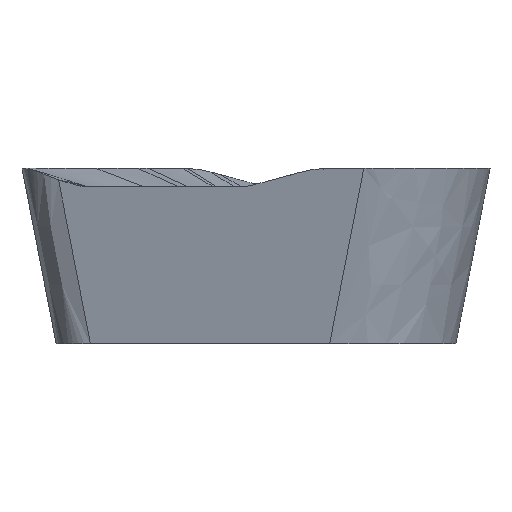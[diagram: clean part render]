
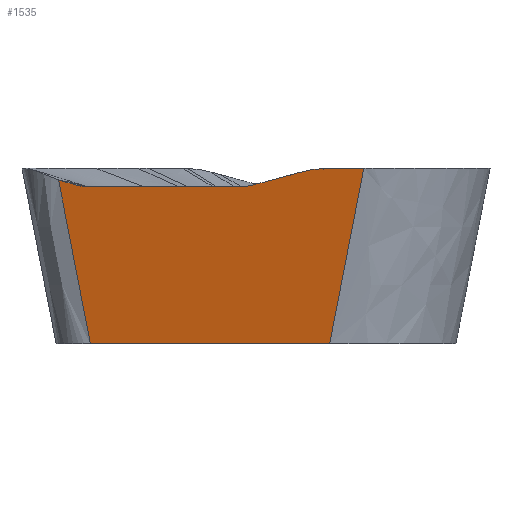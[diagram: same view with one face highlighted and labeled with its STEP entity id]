
A CAD part, left-side view. The second image highlights one B-rep face of the part: STEP entity #1535.
In plain terms, the highlighted planar face has unit normal (-0.979, 0.069, -0.191).
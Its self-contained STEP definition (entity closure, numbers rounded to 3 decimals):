
#356=DIRECTION('',(-0.07,-0.998,0.));
#357=VECTOR('',#356,4.107);
#358=CARTESIAN_POINT('',(-6.751,4.561,-0.5));
#359=LINE('',#358,#357);
#379=CARTESIAN_POINT('',(-6.976,4.577,0.659));
#380=DIRECTION('',(0.979,-0.068,0.191));
#381=DIRECTION('',(0.19,-0.013,-0.982));
#382=AXIS2_PLACEMENT_3D('',#379,#380,#381);
#387=DIRECTION('',(-0.07,-0.998,0.));
#388=VECTOR('',#387,6.51);
#389=CARTESIAN_POINT('',(-5.926,4.495,-4.76));
#390=LINE('',#389,#388);
#394=CARTESIAN_POINT('',(-5.926,4.495,-4.76));
#395=CARTESIAN_POINT('',(-6.194,4.783,-3.278));
#396=CARTESIAN_POINT('',(-6.463,5.071,-1.797));
#397=CARTESIAN_POINT('',(-6.731,5.359,
-0.315));
#402=CARTESIAN_POINT('',(-6.38,-1.999,-4.76));
#403=CARTESIAN_POINT('',(-6.71,-2.308,
-3.173));
#404=CARTESIAN_POINT('',(-7.041,-2.616,
-1.587));
#405=CARTESIAN_POINT('',(-7.372,-2.925,
0.));
#720=DIRECTION('',(0.07,0.998,0.));
#721=VECTOR('',#720,0.932);
#722=CARTESIAN_POINT('',(-7.372,-2.925,
0.));
#723=LINE('',#722,#721);
#734=CARTESIAN_POINT('',(-7.307,-1.995,
0.));
#735=CARTESIAN_POINT('',(-7.304,-1.949,
0.));
#736=CARTESIAN_POINT('',(-7.3,-1.904,
-0.001));
#737=CARTESIAN_POINT('',(-7.297,-1.858,
-0.003));
#749=CARTESIAN_POINT('',(-7.297,-1.858,
-0.003));
#750=CARTESIAN_POINT('',(-7.295,-1.839,
-0.004));
#751=CARTESIAN_POINT('',(-7.288,-1.754,
-0.009));
#752=CARTESIAN_POINT('',(-7.275,-1.605,
-0.024));
#753=CARTESIAN_POINT('',(-7.255,-1.412,
-0.056));
#754=CARTESIAN_POINT('',(-7.241,-1.285,
-0.085));
#755=CARTESIAN_POINT('',(-7.233,-1.222,
-0.102));
#767=DIRECTION('',(0.117,0.959,-0.258));
#768=VECTOR('',#767,0.269);
#769=CARTESIAN_POINT('',(-7.233,-1.222,
-0.102));
#770=LINE('',#769,#768);
#781=DIRECTION('',(0.117,0.959,-0.258));
#782=VECTOR('',#781,0.806);
#783=CARTESIAN_POINT('',(-7.201,-0.964,
-0.172));
#784=LINE('',#783,#782);
#795=DIRECTION('',(0.117,0.959,-0.258));
#796=VECTOR('',#795,0.261);
#797=CARTESIAN_POINT('',(-7.107,-0.191,
-0.38));
#798=LINE('',#797,#796);
#809=CARTESIAN_POINT('',(-7.076,0.059,
-0.448));
#810=CARTESIAN_POINT('',(-7.071,0.101,
-0.459));
#811=CARTESIAN_POINT('',(-7.061,0.187,
-0.478));
#812=CARTESIAN_POINT('',(-7.048,0.323,
-0.496));
#813=CARTESIAN_POINT('',(-7.041,0.416,
-0.5));
#814=CARTESIAN_POINT('',(-7.038,0.464,
-0.5));
#1195=CARTESIAN_POINT('',(-6.731,5.359,
-0.315));
#1214=CARTESIAN_POINT('',(-6.738,4.847,
-0.465));
#1215=CARTESIAN_POINT('',(-6.737,4.904,
-0.451));
#1216=CARTESIAN_POINT('',(-6.734,5.019,
-0.421));
#1217=CARTESIAN_POINT('',(-6.732,5.19,
-0.371));
#1218=CARTESIAN_POINT('',(-6.732,5.302,
-0.334));
#1219=CARTESIAN_POINT('',(-6.731,5.359,
-0.315));
#1299=CARTESIAN_POINT('',(-6.751,4.561,-0.5));
#1300=CARTESIAN_POINT('',(-7.038,0.464,
-0.5));
#1301=VERTEX_POINT('',#1299);
#1302=VERTEX_POINT('',#1300);
#1330=VERTEX_POINT('',#1195);
#1331=VERTEX_POINT('',#1214);
#1332=VERTEX_POINT('',#809);
#1333=CARTESIAN_POINT('',(-7.107,-0.191,
-0.38));
#1334=VERTEX_POINT('',#1333);
#1335=CARTESIAN_POINT('',(-7.201,-0.964,
-0.172));
#1336=VERTEX_POINT('',#1335);
#1337=CARTESIAN_POINT('',(-7.233,-1.222,
-0.102));
#1338=VERTEX_POINT('',#1337);
#1339=VERTEX_POINT('',#749);
#1340=VERTEX_POINT('',#734);
#1341=CARTESIAN_POINT('',(-7.372,-2.925,
0.));
#1342=VERTEX_POINT('',#1341);
#1369=CARTESIAN_POINT('',(-5.926,4.495,-4.76));
#1370=CARTESIAN_POINT('',(-6.38,-1.999,-4.76));
#1371=VERTEX_POINT('',#1369);
#1372=VERTEX_POINT('',#1370);
#1504=CARTESIAN_POINT('',(-6.645,7.467,
0.));
#1505=DIRECTION('',(-0.979,0.068,-0.191));
#1506=DIRECTION('',(-0.07,-0.998,0.));
#1507=AXIS2_PLACEMENT_3D('',#1504,#1505,#1506);
#1508=PLANE('',#1507);
#1510=ORIENTED_EDGE('',*,*,#1509,.F.);
#1512=ORIENTED_EDGE('',*,*,#1511,.T.);
#1514=ORIENTED_EDGE('',*,*,#1513,.F.);
#1515=ORIENTED_EDGE('',*,*,#1496,.F.);
#1516=ORIENTED_EDGE('',*,*,#1456,.T.);
#1518=ORIENTED_EDGE('',*,*,#1517,.F.);
#1520=ORIENTED_EDGE('',*,*,#1519,.F.);
#1522=ORIENTED_EDGE('',*,*,#1521,.F.);
#1524=ORIENTED_EDGE('',*,*,#1523,.F.);
#1526=ORIENTED_EDGE('',*,*,#1525,.F.);
#1528=ORIENTED_EDGE('',*,*,#1527,.F.);
#1530=ORIENTED_EDGE('',*,*,#1529,.F.);
#1532=ORIENTED_EDGE('',*,*,#1531,.F.);
#1533=EDGE_LOOP('',(#1510,#1512,#1514,#1515,#1516,#1518,#1520,#1522,#1524,#1526,
#1528,#1530,#1532));
#1534=FACE_OUTER_BOUND('',#1533,.F.);
#383=CIRCLE('',#382,1.181);
#398=B_SPLINE_CURVE_WITH_KNOTS('',3,(#394,#395,#396,#397),.UNSPECIFIED.,.F.,.F.,
(4,4),(0.,1.),.UNSPECIFIED.);
#406=B_SPLINE_CURVE_WITH_KNOTS('',3,(#402,#403,#404,#405),.UNSPECIFIED.,.F.,.F.,
(4,4),(0.,1.),.UNSPECIFIED.);
#738=B_SPLINE_CURVE_WITH_KNOTS('',3,(#734,#735,#736,#737),.UNSPECIFIED.,.F.,.F.,
(4,4),(0.,1.),.UNSPECIFIED.);
#756=B_SPLINE_CURVE_WITH_KNOTS('',3,(#749,#750,#751,#752,#753,#754,#755),
.UNSPECIFIED.,.F.,.F.,(4,1,1,1,4),(0.,0.09,0.394,
0.697,1.),.UNSPECIFIED.);
#815=B_SPLINE_CURVE_WITH_KNOTS('',3,(#809,#810,#811,#812,#813,#814),
.UNSPECIFIED.,.F.,.F.,(4,1,1,4),(0.,0.333,0.667,1.),
.UNSPECIFIED.);
#1220=B_SPLINE_CURVE_WITH_KNOTS('',3,(#1214,#1215,#1216,#1217,#1218,#1219),
.UNSPECIFIED.,.F.,.F.,(4,1,1,4),(0.,0.333,0.667,1.),
.UNSPECIFIED.);
#1456=EDGE_CURVE('',#1301,#1302,#359,.T.);
#1496=EDGE_CURVE('',#1301,#1331,#383,.T.);
#1509=EDGE_CURVE('',#1371,#1372,#390,.T.);
#1511=EDGE_CURVE('',#1371,#1330,#398,.T.);
#1513=EDGE_CURVE('',#1331,#1330,#1220,.T.);
#1517=EDGE_CURVE('',#1332,#1302,#815,.T.);
#1519=EDGE_CURVE('',#1334,#1332,#798,.T.);
#1521=EDGE_CURVE('',#1336,#1334,#784,.T.);
#1523=EDGE_CURVE('',#1338,#1336,#770,.T.);
#1525=EDGE_CURVE('',#1339,#1338,#756,.T.);
#1527=EDGE_CURVE('',#1340,#1339,#738,.T.);
#1529=EDGE_CURVE('',#1342,#1340,#723,.T.);
#1531=EDGE_CURVE('',#1372,#1342,#406,.T.);
#1535=ADVANCED_FACE('',(#1534),#1508,.T.);
